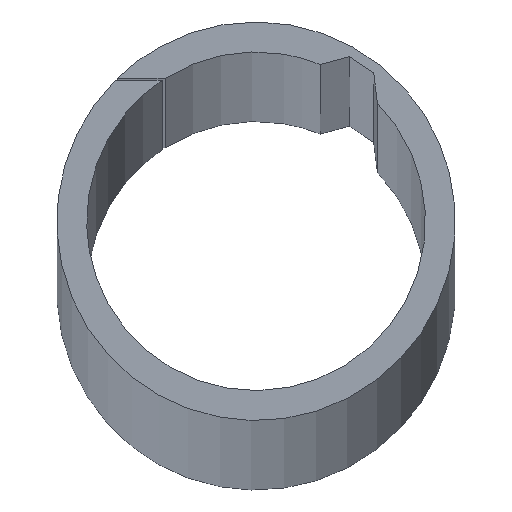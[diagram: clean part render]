
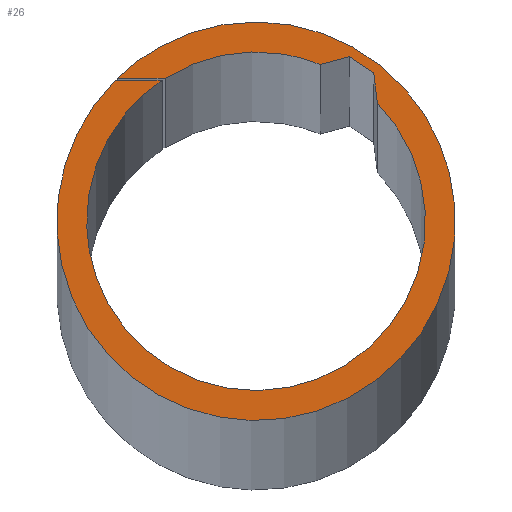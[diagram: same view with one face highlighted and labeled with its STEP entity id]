
A CAD part, top view. The second image highlights one B-rep face of the part: STEP entity #26.
In plain terms, the highlighted planar face has unit normal (0, 0, 1).
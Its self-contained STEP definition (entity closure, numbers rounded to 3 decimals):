
#26=ADVANCED_FACE('',(#36),#161,.T.);
#36=FACE_OUTER_BOUND('',#46,.T.);
#46=EDGE_LOOP('',(#87,#88,#89,#90,#91,#92,#93,#94));
#87=ORIENTED_EDGE('',*,*,#97,.T.);
#88=ORIENTED_EDGE('',*,*,#101,.T.);
#89=ORIENTED_EDGE('',*,*,#104,.T.);
#90=ORIENTED_EDGE('',*,*,#107,.T.);
#91=ORIENTED_EDGE('',*,*,#110,.T.);
#92=ORIENTED_EDGE('',*,*,#113,.T.);
#93=ORIENTED_EDGE('',*,*,#116,.T.);
#94=ORIENTED_EDGE('',*,*,#118,.T.);
#97=EDGE_CURVE('',#147,#146,#121,.T.);
#101=EDGE_CURVE('',#146,#149,#125,.T.);
#104=EDGE_CURVE('',#149,#151,#128,.T.);
#107=EDGE_CURVE('',#151,#153,#131,.T.);
#110=EDGE_CURVE('',#153,#155,#134,.T.);
#113=EDGE_CURVE('',#155,#157,#137,.T.);
#116=EDGE_CURVE('',#157,#159,#140,.T.);
#118=EDGE_CURVE('',#159,#147,#142,.T.);
#121=(
BOUNDED_CURVE()
B_SPLINE_CURVE(2,(#382,#383,#384,#385,#386,#387,#388,#389,#390,#391,#392),
 .UNSPECIFIED.,.F.,.F.)
B_SPLINE_CURVE_WITH_KNOTS((3,2,2,2,2,3),(-304.837,-296.983,
-281.275,-265.567,-253.857,-242.147),
 .UNSPECIFIED.)
CURVE()
GEOMETRIC_REPRESENTATION_ITEM()
RATIONAL_B_SPLINE_CURVE((1.,0.924,1.,0.707,1.,0.707,
1.,0.833,1.,0.833,1.))
REPRESENTATION_ITEM('')
);
#125=(
BOUNDED_CURVE()
B_SPLINE_CURVE(2,(#400,#401,#402),.UNSPECIFIED.,.F.,.F.)
B_SPLINE_CURVE_WITH_KNOTS((3,3),(-242.147,-239.741),
 .UNSPECIFIED.)
CURVE()
GEOMETRIC_REPRESENTATION_ITEM()
RATIONAL_B_SPLINE_CURVE((1.,1.,1.))
REPRESENTATION_ITEM('')
);
#128=(
BOUNDED_CURVE()
B_SPLINE_CURVE(2,(#408,#409,#410),.UNSPECIFIED.,.F.,.F.)
B_SPLINE_CURVE_WITH_KNOTS((3,3),(-239.741,-231.626),
 .UNSPECIFIED.)
CURVE()
GEOMETRIC_REPRESENTATION_ITEM()
RATIONAL_B_SPLINE_CURVE((1.,0.888,1.))
REPRESENTATION_ITEM('')
);
#131=(
BOUNDED_CURVE()
B_SPLINE_CURVE(2,(#416,#417,#418),.UNSPECIFIED.,.F.,.F.)
B_SPLINE_CURVE_WITH_KNOTS((3,3),(-231.626,-230.099),
 .UNSPECIFIED.)
CURVE()
GEOMETRIC_REPRESENTATION_ITEM()
RATIONAL_B_SPLINE_CURVE((1.,1.,1.))
REPRESENTATION_ITEM('')
);
#134=(
BOUNDED_CURVE()
B_SPLINE_CURVE(2,(#426,#427,#428,#429,#430),.UNSPECIFIED.,.F.,.F.)
B_SPLINE_CURVE_WITH_KNOTS((3,2,3),(-230.099,-229.719,
-228.405),.UNSPECIFIED.)
CURVE()
GEOMETRIC_REPRESENTATION_ITEM()
RATIONAL_B_SPLINE_CURVE((1.,1.,1.,0.998,1.))
REPRESENTATION_ITEM('')
);
#137=(
BOUNDED_CURVE()
B_SPLINE_CURVE(2,(#436,#437,#438),.UNSPECIFIED.,.F.,.F.)
B_SPLINE_CURVE_WITH_KNOTS((3,3),(-228.405,-226.878),
 .UNSPECIFIED.)
CURVE()
GEOMETRIC_REPRESENTATION_ITEM()
RATIONAL_B_SPLINE_CURVE((1.,1.,1.))
REPRESENTATION_ITEM('')
);
#140=(
BOUNDED_CURVE()
B_SPLINE_CURVE(2,(#450,#451,#452,#453,#454,#455,#456,#457,#458),
 .UNSPECIFIED.,.F.,.F.)
B_SPLINE_CURVE_WITH_KNOTS((3,2,2,2,3),(-226.878,-220.317,
-206.965,-193.613,-185.262),.UNSPECIFIED.)
CURVE()
GEOMETRIC_REPRESENTATION_ITEM()
RATIONAL_B_SPLINE_CURVE((1.,0.926,1.,0.707,1.,0.707,
1.,0.882,1.))
REPRESENTATION_ITEM('')
);
#142=(
BOUNDED_CURVE()
B_SPLINE_CURVE(2,(#462,#463,#464),.UNSPECIFIED.,.F.,.F.)
B_SPLINE_CURVE_WITH_KNOTS((3,3),(-185.262,-182.908),
 .UNSPECIFIED.)
CURVE()
GEOMETRIC_REPRESENTATION_ITEM()
RATIONAL_B_SPLINE_CURVE((1.,1.,1.))
REPRESENTATION_ITEM('')
);
#146=VERTEX_POINT('',#355);
#147=VERTEX_POINT('',#356);
#149=VERTEX_POINT('',#358);
#151=VERTEX_POINT('',#360);
#153=VERTEX_POINT('',#362);
#155=VERTEX_POINT('',#364);
#157=VERTEX_POINT('',#366);
#159=VERTEX_POINT('',#368);
#161=PLANE('',#259);
#259=AXIS2_PLACEMENT_3D('',#352,#265,$);
#265=DIRECTION('',(0.,0.,1.));
#352=CARTESIAN_POINT('',(12.5,12.5,2000.));
#355=CARTESIAN_POINT('',(-6.97,7.171,2000.));
#356=CARTESIAN_POINT('',(-7.071,7.071,2000.));
#358=CARTESIAN_POINT('',(-4.564,7.171,2000.));
#360=CARTESIAN_POINT('',(3.216,7.868,2000.));
#362=CARTESIAN_POINT('',(4.691,8.263,2000.));
#364=CARTESIAN_POINT('',(5.905,7.444,2000.));
#366=CARTESIAN_POINT('',(6.091,5.929,2000.));
#368=CARTESIAN_POINT('',(-4.717,7.071,2000.));
#382=CARTESIAN_POINT('',(-7.071,7.071,2000.));
#383=CARTESIAN_POINT('',(-10.,4.142,2000.));
#384=CARTESIAN_POINT('',(-10.,0.,2000.));
#385=CARTESIAN_POINT('',(-10.,-10.,2000.));
#386=CARTESIAN_POINT('',(0.,-10.,2000.));
#387=CARTESIAN_POINT('',(10.,-10.,2000.));
#388=CARTESIAN_POINT('',(10.,0.,2000.));
#389=CARTESIAN_POINT('',(10.,6.63,2000.));
#390=CARTESIAN_POINT('',(3.893,9.211,2000.));
#391=CARTESIAN_POINT('',(-2.215,11.792,2000.));
#392=CARTESIAN_POINT('',(-6.97,7.171,2000.));
#400=CARTESIAN_POINT('',(-6.97,7.171,2000.));
#401=CARTESIAN_POINT('',(-5.767,7.171,2000.));
#402=CARTESIAN_POINT('',(-4.564,7.171,2000.));
#408=CARTESIAN_POINT('',(-4.564,7.171,2000.));
#409=CARTESIAN_POINT('',(-0.854,9.532,2000.));
#410=CARTESIAN_POINT('',(3.216,7.868,2000.));
#416=CARTESIAN_POINT('',(3.216,7.868,2000.));
#417=CARTESIAN_POINT('',(3.953,8.066,2000.));
#418=CARTESIAN_POINT('',(4.691,8.263,2000.));
#426=CARTESIAN_POINT('',(4.691,8.263,2000.));
#427=CARTESIAN_POINT('',(4.757,8.226,2000.));
#428=CARTESIAN_POINT('',(4.822,8.187,2000.));
#429=CARTESIAN_POINT('',(5.389,7.853,2000.));
#430=CARTESIAN_POINT('',(5.905,7.444,2000.));
#436=CARTESIAN_POINT('',(5.905,7.444,2000.));
#437=CARTESIAN_POINT('',(5.998,6.687,2000.));
#438=CARTESIAN_POINT('',(6.091,5.929,2000.));
#450=CARTESIAN_POINT('',(6.091,5.929,2000.));
#451=CARTESIAN_POINT('',(8.5,3.454,2000.));
#452=CARTESIAN_POINT('',(8.5,0.,2000.));
#453=CARTESIAN_POINT('',(8.5,-8.5,2000.));
#454=CARTESIAN_POINT('',(0.,-8.5,2000.));
#455=CARTESIAN_POINT('',(-8.5,-8.5,2000.));
#456=CARTESIAN_POINT('',(-8.5,0.,2000.));
#457=CARTESIAN_POINT('',(-8.5,4.547,2000.));
#458=CARTESIAN_POINT('',(-4.717,7.071,2000.));
#462=CARTESIAN_POINT('',(-4.717,7.071,2000.));
#463=CARTESIAN_POINT('',(-5.894,7.071,2000.));
#464=CARTESIAN_POINT('',(-7.071,7.071,2000.));
